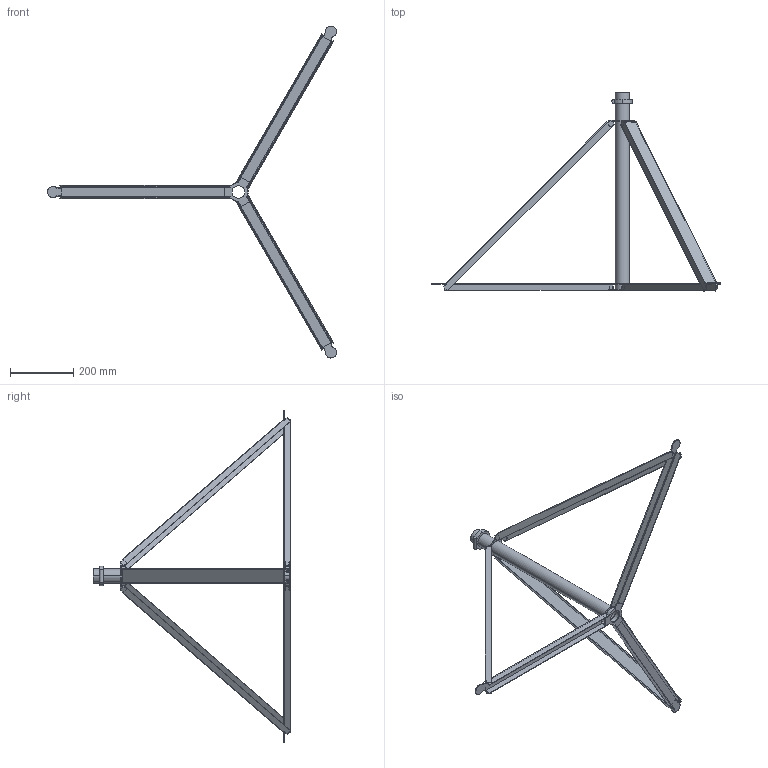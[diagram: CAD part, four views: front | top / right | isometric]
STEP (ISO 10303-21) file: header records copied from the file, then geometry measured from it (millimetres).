
FILE_DESCRIPTION (( 'STEP AP214' ), '1' );
FILE_NAME ('5408968.stp', '2016-05-25T13:36:18', ( '' ), ( '' ), 'SwSTEP 2.0', 'SolidWorks 2014', '' );
FILE_SCHEMA (( 'AUTOMOTIVE_DESIGN' ));
Length unit declared in the file: millimetre
Products named in the file (8): Klemmschelle.1_2_Standard; 5408968; Gelenk-484125_2_Standard; Gelenkrosette-484124_2_Standard; Rohraufnahme-484204_2_Standard; Gelenkrosette-484123_2_Standard; Gelenkrosette-484122_2_Standard; Gelenk-484153_2_Standard
Assembly tree (11 placements, depth 2):
  5408968
    Klemmschelle.1_2_Standard
    Gelenk-484153_2_Standard  x3
    Gelenkrosette-484122_2_Standard
    Gelenkrosette-484123_2_Standard
    Rohraufnahme-484204_2_Standard
    Gelenkrosette-484124_2_Standard
    Gelenk-484125_2_Standard  x3
Bounding box: 912.05 x 624.36 x 1047.29 mm (x, y, z)
Volume: 824925.7 mm3; surface area: 826820.5 mm2
Topology: 11 solids, 11 shells, 269 faces, 735 edges, 488 vertices
Faces by surface type: plane 214, cylinder 55
Entity records: 8012 total; most frequent: CARTESIAN_POINT 1014, ORIENTED_EDGE 986, DIRECTION 969, EDGE_CURVE 493, LINE 403, VECTOR 403, VERTEX_POINT 328, AXIS2_PLACEMENT_3D 283
